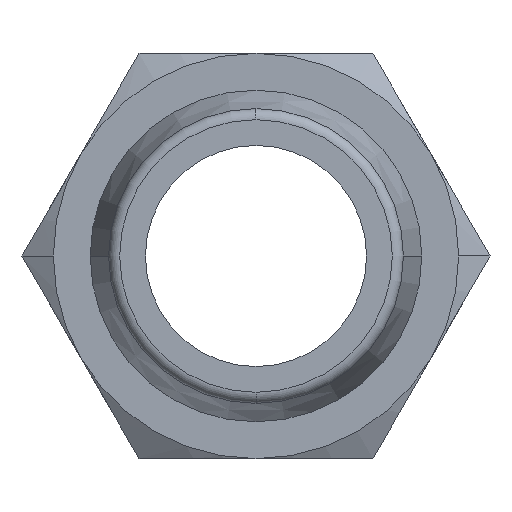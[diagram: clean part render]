
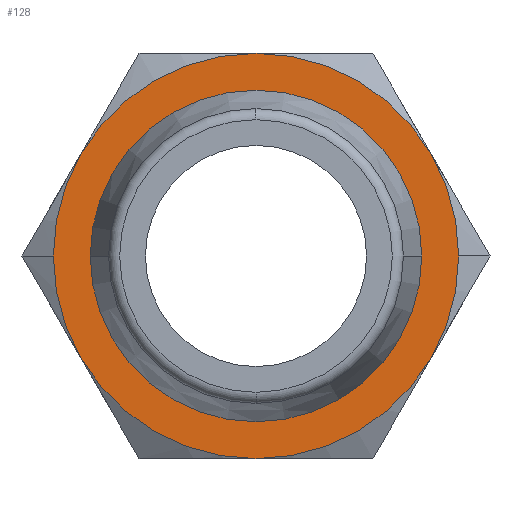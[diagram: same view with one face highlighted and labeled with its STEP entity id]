
A CAD part, front view. The second image highlights one B-rep face of the part: STEP entity #128.
In plain terms, the highlighted planar face has unit normal (0, -1, 0).
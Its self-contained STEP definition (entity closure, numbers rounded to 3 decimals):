
#128=ADVANCED_FACE('',(#268,#269),#270,.T.);
#268=FACE_OUTER_BOUND('',#417,.T.);
#269=FACE_BOUND('',#418,.T.);
#270=PLANE('',#419);
#417=EDGE_LOOP('',(#702,#703,#704,#705,#706,#707,#708,#709));
#418=EDGE_LOOP('',(#710,#711));
#419=AXIS2_PLACEMENT_3D('',#712,#713,#714);
#702=ORIENTED_EDGE('',*,*,#965,.F.);
#703=ORIENTED_EDGE('',*,*,#874,.F.);
#704=ORIENTED_EDGE('',*,*,#966,.F.);
#705=ORIENTED_EDGE('',*,*,#926,.F.);
#706=ORIENTED_EDGE('',*,*,#950,.F.);
#707=ORIENTED_EDGE('',*,*,#862,.F.);
#708=ORIENTED_EDGE('',*,*,#959,.F.);
#709=ORIENTED_EDGE('',*,*,#903,.F.);
#710=ORIENTED_EDGE('',*,*,#967,.F.);
#711=ORIENTED_EDGE('',*,*,#968,.F.);
#712=CARTESIAN_POINT('',(2.75,14.0,0.0));
#713=DIRECTION('',(-0.0,-1.0,-0.0));
#714=DIRECTION('',(-1.0,0.0,0.0));
#862=EDGE_CURVE('',#1014,#1011,#1016,.T.);
#874=EDGE_CURVE('',#1035,#1037,#1038,.T.);
#903=EDGE_CURVE('',#1083,#999,#1085,.T.);
#926=EDGE_CURVE('',#1117,#1119,#1120,.T.);
#950=EDGE_CURVE('',#1011,#1117,#1148,.T.);
#959=EDGE_CURVE('',#999,#1014,#1159,.T.);
#965=EDGE_CURVE('',#1037,#1083,#1165,.T.);
#966=EDGE_CURVE('',#1119,#1035,#1166,.T.);
#967=EDGE_CURVE('',#1167,#1168,#1169,.T.);
#968=EDGE_CURVE('',#1168,#1167,#1170,.T.);
#999=VERTEX_POINT('',#1201);
#1011=VERTEX_POINT('',#1259);
#1014=VERTEX_POINT('',#1273);
#1016=CIRCLE('',#1286,5.5);
#1035=VERTEX_POINT('',#1329);
#1037=VERTEX_POINT('',#1342);
#1038=CIRCLE('',#1343,5.5);
#1083=VERTEX_POINT('',#1461);
#1085=CIRCLE('',#1464,5.5);
#1117=VERTEX_POINT('',#1510);
#1119=VERTEX_POINT('',#1513);
#1120=CIRCLE('',#1514,5.5);
#1148=CIRCLE('',#1591,5.5);
#1159=CIRCLE('',#1604,5.5);
#1165=CIRCLE('',#1633,5.5);
#1166=CIRCLE('',#1634,5.5);
#1167=VERTEX_POINT('',#1635);
#1168=VERTEX_POINT('',#1636);
#1169=CIRCLE('',#1637,4.5);
#1170=CIRCLE('',#1638,4.5);
#1201=CARTESIAN_POINT('',(4.763,14.0,-2.75));
#1259=CARTESIAN_POINT('',(-4.763,14.0,-2.75));
#1273=CARTESIAN_POINT('',(0.0,14.0,-5.5));
#1286=AXIS2_PLACEMENT_3D('',#1695,#1696,#1697);
#1329=CARTESIAN_POINT('',(0.,14.0,5.5));
#1342=CARTESIAN_POINT('',(4.763,14.0,2.75));
#1343=AXIS2_PLACEMENT_3D('',#1709,#1710,#1711);
#1461=CARTESIAN_POINT('',(5.5,14.0,0.));
#1464=AXIS2_PLACEMENT_3D('',#1744,#1745,#1746);
#1510=CARTESIAN_POINT('',(-5.5,14.0,0.));
#1513=CARTESIAN_POINT('',(-4.763,14.0,2.75));
#1514=AXIS2_PLACEMENT_3D('',#1784,#1785,#1786);
#1591=AXIS2_PLACEMENT_3D('',#1810,#1811,#1812);
#1604=AXIS2_PLACEMENT_3D('',#1824,#1825,#1826);
#1633=AXIS2_PLACEMENT_3D('',#1828,#1829,#1830);
#1634=AXIS2_PLACEMENT_3D('',#1831,#1832,#1833);
#1635=CARTESIAN_POINT('',(-4.5,14.0,0.));
#1636=CARTESIAN_POINT('',(4.5,14.0,0.));
#1637=AXIS2_PLACEMENT_3D('',#1834,#1835,#1836);
#1638=AXIS2_PLACEMENT_3D('',#1837,#1838,#1839);
#1695=CARTESIAN_POINT('',(0.0,14.0,0.0));
#1696=DIRECTION('',(-0.0,1.0,0.0));
#1697=DIRECTION('',(1.0,0.0,0.0));
#1709=CARTESIAN_POINT('',(0.0,14.0,0.0));
#1710=DIRECTION('',(-0.0,1.0,0.0));
#1711=DIRECTION('',(1.0,0.0,0.0));
#1744=CARTESIAN_POINT('',(0.0,14.0,0.0));
#1745=DIRECTION('',(-0.0,1.0,0.0));
#1746=DIRECTION('',(1.0,0.0,0.0));
#1784=CARTESIAN_POINT('',(0.0,14.0,0.0));
#1785=DIRECTION('',(-0.0,1.0,0.0));
#1786=DIRECTION('',(1.0,0.0,0.0));
#1810=CARTESIAN_POINT('',(0.0,14.0,0.0));
#1811=DIRECTION('',(-0.0,1.0,0.0));
#1812=DIRECTION('',(1.0,0.0,0.0));
#1824=CARTESIAN_POINT('',(0.0,14.0,0.0));
#1825=DIRECTION('',(-0.0,1.0,0.0));
#1826=DIRECTION('',(1.0,0.0,0.0));
#1828=CARTESIAN_POINT('',(0.0,14.0,0.0));
#1829=DIRECTION('',(-0.0,1.0,0.0));
#1830=DIRECTION('',(1.0,0.0,0.0));
#1831=CARTESIAN_POINT('',(0.0,14.0,0.0));
#1832=DIRECTION('',(-0.0,1.0,0.0));
#1833=DIRECTION('',(1.0,0.0,0.0));
#1834=CARTESIAN_POINT('',(0.0,14.0,0.0));
#1835=DIRECTION('',(0.0,-1.0,0.0));
#1836=DIRECTION('',(1.0,0.0,0.0));
#1837=CARTESIAN_POINT('',(0.0,14.0,0.0));
#1838=DIRECTION('',(0.0,-1.0,0.0));
#1839=DIRECTION('',(1.0,0.0,0.0));
